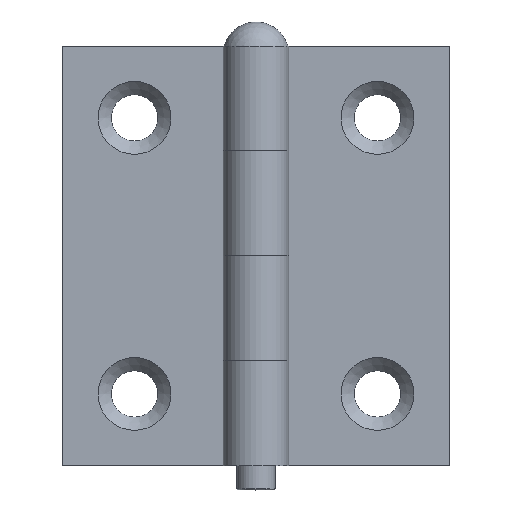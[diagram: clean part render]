
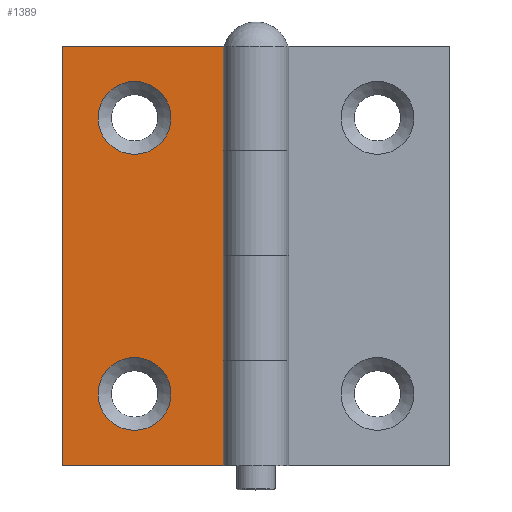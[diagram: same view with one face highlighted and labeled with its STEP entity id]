
A CAD part, top view. The second image highlights one B-rep face of the part: STEP entity #1389.
In plain terms, the highlighted planar face has unit normal (0, 0, 1).
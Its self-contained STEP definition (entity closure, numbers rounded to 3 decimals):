
#423 = FACE_BOUND ( 'NONE', #2950, .T. ) ;
#500 = LINE ( 'NONE', #3376, #9512 ) ;
#530 = VERTEX_POINT ( 'NONE', #7621 ) ;
#558 = FACE_BOUND ( 'NONE', #5578, .T. ) ;
#771 = DIRECTION ( 'NONE',  ( 0., -1., 0. ) ) ;
#842 = FACE_OUTER_BOUND ( 'NONE', #1669, .T. ) ;
#1084 = AXIS2_PLACEMENT_3D ( 'NONE', #8225, #2918, #1137 ) ;
#1087 = VERTEX_POINT ( 'NONE', #11268 ) ;
#1137 = DIRECTION ( 'NONE',  ( -1., 0., 0. ) ) ;
#1389 = ADVANCED_FACE ( 'NONE', ( #558, #423, #842 ), #1689, .F. ) ;
#1392 = EDGE_CURVE ( 'NONE', #1087, #3158, #3883, .T. ) ;
#1427 = EDGE_CURVE ( 'NONE', #3158, #8794, #9709, .T. ) ;
#1490 = VERTEX_POINT ( 'NONE', #9446 ) ;
#1520 = CARTESIAN_POINT ( 'NONE',  ( -17.5, 19., -0.55 ) ) ;
#1669 = EDGE_LOOP ( 'NONE', ( #2429, #3738, #10107, #5936, #10656, #9111, #10890 ) ) ;
#1689 = PLANE ( 'NONE',  #3826 ) ;
#1726 = DIRECTION ( 'NONE',  ( -1., 0., 0. ) ) ;
#2425 = CARTESIAN_POINT ( 'NONE',  ( -17.5, 19., -0.55 ) ) ;
#2429 = ORIENTED_EDGE ( 'NONE', *, *, #2826, .T. ) ;
#2447 = VERTEX_POINT ( 'NONE', #2676 ) ;
#2470 = DIRECTION ( 'NONE',  ( 1., 0., 0. ) ) ;
#2676 = CARTESIAN_POINT ( 'NONE',  ( -17.5, -19., -0.55 ) ) ;
#2826 = EDGE_CURVE ( 'NONE', #2447, #10021, #500, .T. ) ;
#2918 = DIRECTION ( 'NONE',  ( 0., 0., -1. ) ) ;
#2950 = EDGE_LOOP ( 'NONE', ( #11435 ) ) ;
#3059 = EDGE_CURVE ( 'NONE', #530, #530, #3275, .T. ) ;
#3106 = LINE ( 'NONE', #6007, #6020 ) ;
#3158 = VERTEX_POINT ( 'NONE', #9232 ) ;
#3275 = CIRCLE ( 'NONE', #1084, 3.3 ) ;
#3347 = VERTEX_POINT ( 'NONE', #10620 ) ;
#3376 = CARTESIAN_POINT ( 'NONE',  ( -17.5, -19., -0.55 ) ) ;
#3738 = ORIENTED_EDGE ( 'NONE', *, *, #7114, .F. ) ;
#3826 = AXIS2_PLACEMENT_3D ( 'NONE', #2425, #11473, #1726 ) ;
#3837 = AXIS2_PLACEMENT_3D ( 'NONE', #8544, #6833, #11335 ) ;
#3883 = LINE ( 'NONE', #8631, #4025 ) ;
#4025 = VECTOR ( 'NONE', #771, 1000. ) ;
#4059 = VECTOR ( 'NONE', #8295, 1000. ) ;
#5063 = EDGE_CURVE ( 'NONE', #11220, #3347, #3106, .T. ) ;
#5332 = CARTESIAN_POINT ( 'NONE',  ( -2.919, -19., -0.55 ) ) ;
#5523 = DIRECTION ( 'NONE',  ( 0., -1., 0. ) ) ;
#5578 = EDGE_LOOP ( 'NONE', ( #9976 ) ) ;
#5713 = CARTESIAN_POINT ( 'NONE',  ( -2.919, 19., -0.55 ) ) ;
#5936 = ORIENTED_EDGE ( 'NONE', *, *, #1392, .F. ) ;
#6007 = CARTESIAN_POINT ( 'NONE',  ( -17.5, 19., -0.55 ) ) ;
#6020 = VECTOR ( 'NONE', #2470, 1000. ) ;
#6056 = DIRECTION ( 'NONE',  ( 1., 0., 0. ) ) ;
#6058 = EDGE_CURVE ( 'NONE', #3347, #1087, #10582, .T. ) ;
#6114 = CARTESIAN_POINT ( 'NONE',  ( -2.919, -9.5, -0.55 ) ) ;
#6148 = LINE ( 'NONE', #1520, #7941 ) ;
#6171 = EDGE_CURVE ( 'NONE', #11220, #2447, #6148, .T. ) ;
#6320 = CARTESIAN_POINT ( 'NONE',  ( -2.919, 19., -0.55 ) ) ;
#6833 = DIRECTION ( 'NONE',  ( 0., 0., -1. ) ) ;
#7114 = EDGE_CURVE ( 'NONE', #8794, #10021, #9922, .T. ) ;
#7254 = CARTESIAN_POINT ( 'NONE',  ( -2.919, 19., -0.55 ) ) ;
#7354 = VECTOR ( 'NONE', #8101, 1000. ) ;
#7621 = CARTESIAN_POINT ( 'NONE',  ( -14.3, 12.5, -0.55 ) ) ;
#7818 = CARTESIAN_POINT ( 'NONE',  ( -17.5, 19., -0.55 ) ) ;
#7941 = VECTOR ( 'NONE', #8611, 1000. ) ;
#7970 = VECTOR ( 'NONE', #5523, 1000. ) ;
#8101 = DIRECTION ( 'NONE',  ( 0., -1., 0. ) ) ;
#8225 = CARTESIAN_POINT ( 'NONE',  ( -11., 12.5, -0.55 ) ) ;
#8295 = DIRECTION ( 'NONE',  ( 0., -1., 0. ) ) ;
#8544 = CARTESIAN_POINT ( 'NONE',  ( -11., -12.5, -0.55 ) ) ;
#8611 = DIRECTION ( 'NONE',  ( 0., -1., 0. ) ) ;
#8631 = CARTESIAN_POINT ( 'NONE',  ( -2.919, 19., -0.55 ) ) ;
#8794 = VERTEX_POINT ( 'NONE', #6114 ) ;
#9111 = ORIENTED_EDGE ( 'NONE', *, *, #5063, .F. ) ;
#9232 = CARTESIAN_POINT ( 'NONE',  ( -2.919, 0., -0.55 ) ) ;
#9446 = CARTESIAN_POINT ( 'NONE',  ( -14.3, -12.5, -0.55 ) ) ;
#9512 = VECTOR ( 'NONE', #6056, 1000. ) ;
#9709 = LINE ( 'NONE', #6320, #7354 ) ;
#9922 = LINE ( 'NONE', #7254, #7970 ) ;
#9976 = ORIENTED_EDGE ( 'NONE', *, *, #10911, .T. ) ;
#10021 = VERTEX_POINT ( 'NONE', #5332 ) ;
#10107 = ORIENTED_EDGE ( 'NONE', *, *, #1427, .F. ) ;
#10118 = CIRCLE ( 'NONE', #3837, 3.3 ) ;
#10582 = LINE ( 'NONE', #5713, #4059 ) ;
#10620 = CARTESIAN_POINT ( 'NONE',  ( -2.919, 19., -0.55 ) ) ;
#10656 = ORIENTED_EDGE ( 'NONE', *, *, #6058, .F. ) ;
#10890 = ORIENTED_EDGE ( 'NONE', *, *, #6171, .T. ) ;
#10911 = EDGE_CURVE ( 'NONE', #1490, #1490, #10118, .T. ) ;
#11220 = VERTEX_POINT ( 'NONE', #7818 ) ;
#11268 = CARTESIAN_POINT ( 'NONE',  ( -2.919, 9.5, -0.55 ) ) ;
#11335 = DIRECTION ( 'NONE',  ( -1., 0., 0. ) ) ;
#11435 = ORIENTED_EDGE ( 'NONE', *, *, #3059, .T. ) ;
#11473 = DIRECTION ( 'NONE',  ( 0., 0., -1. ) ) ;
